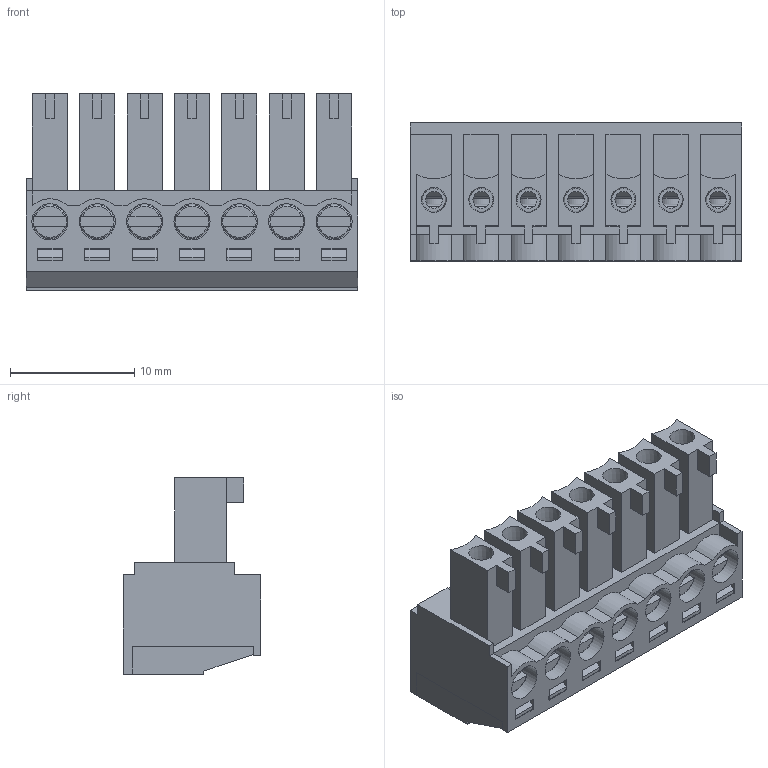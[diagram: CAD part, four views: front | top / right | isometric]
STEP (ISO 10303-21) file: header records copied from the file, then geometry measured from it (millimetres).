
FILE_DESCRIPTION( ( 'Unknown' ), '1' );
FILE_NAME( '691361300007.stp', 'Unknown', ( 'Unknown' ), ( 'Unknown' ), 'PSStep 18.0.17', 'Unknown', ' ' );
FILE_SCHEMA( ( 'AUTOMOTIVE_DESIGN { 1 0 10303 214 1 1 1 1 }' ) );
Length unit declared in the file: millimetre
Products named in the file (6): Assem1; 6913613000xx_VIS; 6913613000xx_CAGE; 6913613000xx_PIN; 691361300007; 691361300007_CAPOT
Assembly tree (23 placements, depth 2):
  Assem1
    6913613000xx_VIS  x7
    6913613000xx_CAGE  x7
    6913613000xx_PIN  x7
    691361300007
    691361300007_CAPOT
Bounding box: 26.67 x 11.1 x 15.8 mm (x, y, z)
Volume: 1926.7 mm3; surface area: 6340.6 mm2
Topology: 23 solids, 23 shells, 1062 faces, 2812 edges, 1836 vertices
Faces by surface type: plane 824, cylinder 203, torus 21, cone 14
Full cylindrical faces by diameter (mm): 1.35 x7, 1.598 x7, 1.9 x14, 2 x7, 2.7 x7, 2.9 x7
Entity records: 23165 total; most frequent: CARTESIAN_POINT 3287, ORIENTED_EDGE 3090, DIRECTION 2910, EDGE_CURVE 1545, LINE 1400, VECTOR 1400, VERTEX_POINT 1035, AXIS2_PLACEMENT_3D 755
